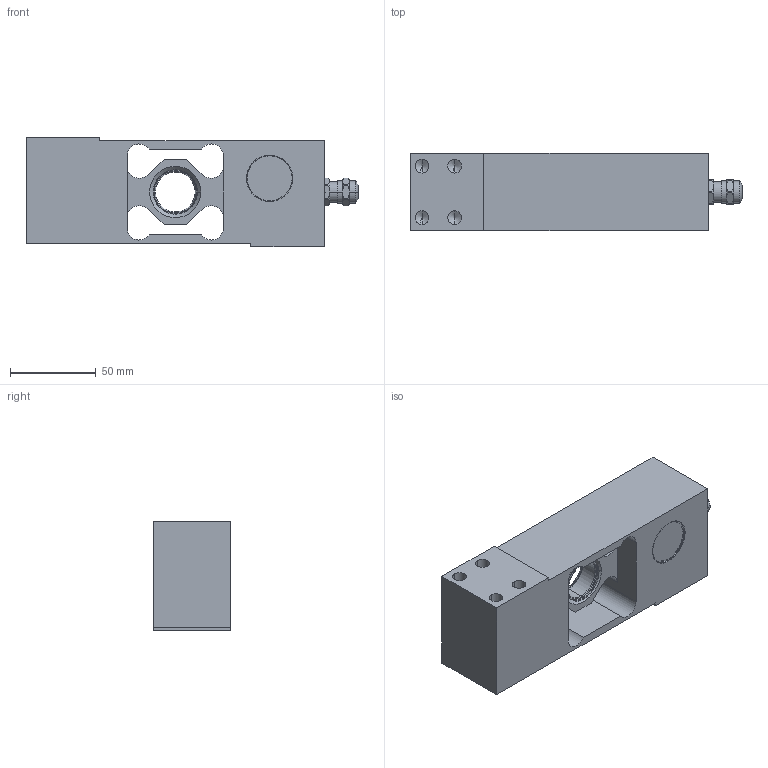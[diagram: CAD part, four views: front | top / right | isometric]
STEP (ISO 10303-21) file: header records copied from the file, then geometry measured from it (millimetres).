
FILE_DESCRIPTION(('STEP AP214'),'1');
FILE_NAME('AZLI 100-200-300-500 kg.stp','2018-01-10T16:08:37',(' '),(' '),'Spatial InterOp 3D',' ',' ');
FILE_SCHEMA(('AUTOMOTIVE_DESIGN { 1 0 10303 214 1 1 1 1 }'));
Length unit declared in the file: metre
Products named in the file (10): corpo; corpo2; coperchio; anello; AZLI 100-200-300-500 kg; pressacavo; testa; gomma; O-ring; base
Assembly tree (9 placements, depth 3):
  AZLI 100-200-300-500 kg
    corpo
      corpo2
      coperchio
      anello
    pressacavo
      testa
      gomma
      O-ring
      base
Bounding box: 193.5 x 45 x 64 mm (x, y, z)
Volume: 338591.8 mm3; surface area: 66195.9 mm2
Topology: 7 solids, 7 shells, 224 faces, 511 edges, 300 vertices
Faces by surface type: cylinder 86, plane 59, cone 47, torus 32
Entity records: 8650 total; most frequent: CARTESIAN_POINT 1472, DIRECTION 1184, ORIENTED_EDGE 990, EDGE_CURVE 495, AXIS2_PLACEMENT_3D 493, VERTEX_POINT 300, EDGE_LOOP 257, CIRCLE 257
